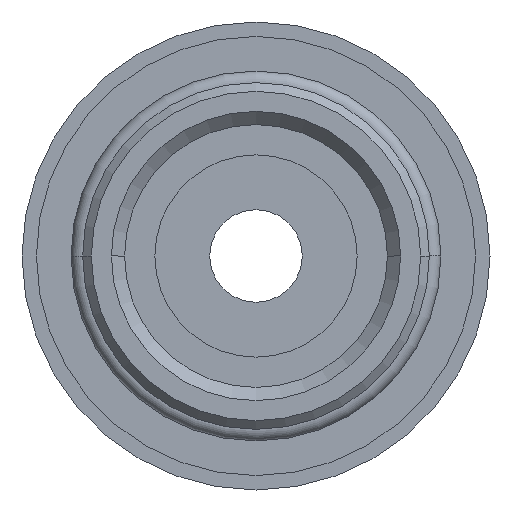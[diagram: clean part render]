
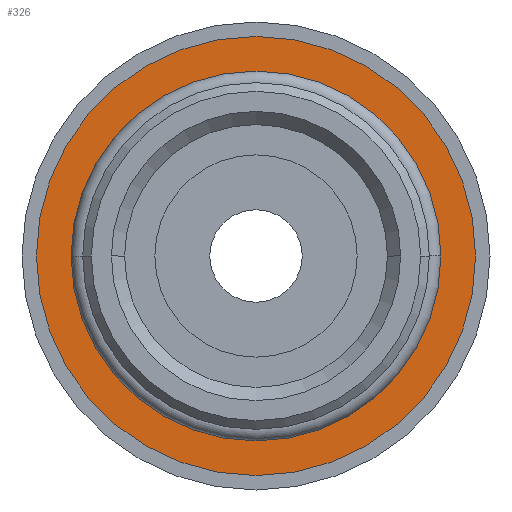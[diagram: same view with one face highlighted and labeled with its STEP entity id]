
A CAD part, front view. The second image highlights one B-rep face of the part: STEP entity #326.
In plain terms, the highlighted planar face has unit normal (0, -1, 0).
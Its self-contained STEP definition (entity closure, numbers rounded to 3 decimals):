
#326=ADVANCED_FACE('',(#665,#666),#667,.T.);
#665=FACE_OUTER_BOUND('',#30090,.T.);
#666=FACE_BOUND('',#30091,.T.);
#667=PLANE('',#30092);
#30090=EDGE_LOOP('',(#30911,#30912));
#30091=EDGE_LOOP('',(#30913,#30914));
#30092=AXIS2_PLACEMENT_3D('',#30915,#30916,#30917);
#30911=ORIENTED_EDGE('',*,*,#31198,.F.);
#30912=ORIENTED_EDGE('',*,*,#30968,.F.);
#30913=ORIENTED_EDGE('',*,*,#31180,.T.);
#30914=ORIENTED_EDGE('',*,*,#31137,.T.);
#30915=CARTESIAN_POINT('',(6.8,4.0,0.0));
#30916=DIRECTION('',(-0.0,-1.0,-0.0));
#30917=DIRECTION('',(-1.0,0.0,0.0));
#30968=EDGE_CURVE('',#31303,#31298,#31305,.T.);
#31137=EDGE_CURVE('',#31569,#31567,#31570,.T.);
#31180=EDGE_CURVE('',#31567,#31569,#31621,.T.);
#31198=EDGE_CURVE('',#31298,#31303,#31641,.T.);
#31298=VERTEX_POINT('',#31804);
#31303=VERTEX_POINT('',#31810);
#31305=CIRCLE('',#31813,7.6);
#31567=VERTEX_POINT('',#34686);
#31569=VERTEX_POINT('',#34689);
#31570=CIRCLE('',#34690,6.0);
#31621=CIRCLE('',#34837,6.0);
#31641=CIRCLE('',#34904,7.6);
#31804=CARTESIAN_POINT('',(7.6,4.0,0.0));
#31810=CARTESIAN_POINT('',(-7.6,4.0,0.));
#31813=AXIS2_PLACEMENT_3D('',#35131,#35132,#35133);
#34686=CARTESIAN_POINT('',(6.0,4.0,0.0));
#34689=CARTESIAN_POINT('',(-6.0,4.0,0.));
#34690=AXIS2_PLACEMENT_3D('',#35372,#35373,#35374);
#34837=AXIS2_PLACEMENT_3D('',#35425,#35426,#35427);
#34904=AXIS2_PLACEMENT_3D('',#35443,#35444,#35445);
#35131=CARTESIAN_POINT('',(0.0,4.0,0.0));
#35132=DIRECTION('',(-0.0,1.0,0.0));
#35133=DIRECTION('',(1.0,0.0,0.0));
#35372=CARTESIAN_POINT('',(0.0,4.0,0.0));
#35373=DIRECTION('',(-0.0,1.0,0.0));
#35374=DIRECTION('',(1.0,0.0,0.0));
#35425=CARTESIAN_POINT('',(0.0,4.0,0.0));
#35426=DIRECTION('',(-0.0,1.0,0.0));
#35427=DIRECTION('',(1.0,0.0,0.0));
#35443=CARTESIAN_POINT('',(0.0,4.0,0.0));
#35444=DIRECTION('',(-0.0,1.0,0.0));
#35445=DIRECTION('',(1.0,0.0,0.0));
